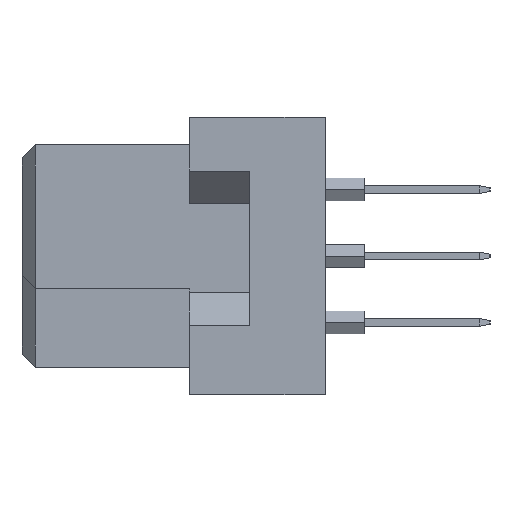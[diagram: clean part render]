
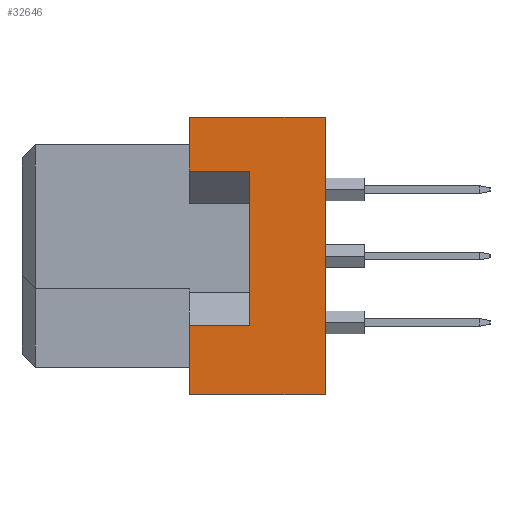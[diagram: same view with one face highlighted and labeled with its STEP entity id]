
A CAD part, left-side view. The second image highlights one B-rep face of the part: STEP entity #32646.
In plain terms, the highlighted planar face has unit normal (-1, 0, 0).
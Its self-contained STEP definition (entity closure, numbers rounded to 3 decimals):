
#186 = VERTEX_POINT ( 'NONE', #9689 ) ;
#840 = ORIENTED_EDGE ( 'NONE', *, *, #35127, .T. ) ;
#1291 = EDGE_CURVE ( 'NONE', #24424, #34086, #25431, .T. ) ;
#2181 = LINE ( 'NONE', #39975, #34117 ) ;
#2738 = ORIENTED_EDGE ( 'NONE', *, *, #22183, .F. ) ;
#3404 = DIRECTION ( 'NONE',  ( 0., 1., 0. ) ) ;
#3405 = EDGE_CURVE ( 'NONE', #27345, #26312, #6256, .T. ) ;
#3919 = CARTESIAN_POINT ( 'NONE',  ( -47.5, -8.7, 3.25 ) ) ;
#4172 = CARTESIAN_POINT ( 'NONE',  ( -47.5, -11.6, 5.3 ) ) ;
#6256 = LINE ( 'NONE', #9158, #28814 ) ;
#6336 = ORIENTED_EDGE ( 'NONE', *, *, #1291, .F. ) ;
#6376 = DIRECTION ( 'NONE',  ( 0., 0., 1. ) ) ;
#6546 = CARTESIAN_POINT ( 'NONE',  ( -47.5, -6.4, -5.3 ) ) ;
#6600 = LINE ( 'NONE', #38376, #13606 ) ;
#6828 = LINE ( 'NONE', #3919, #22095 ) ;
#7538 = VECTOR ( 'NONE', #31059, 1000. ) ;
#8848 = DIRECTION ( 'NONE',  ( 0., 1., 0. ) ) ;
#9158 = CARTESIAN_POINT ( 'NONE',  ( -47.5, -11.6, 5.3 ) ) ;
#9689 = CARTESIAN_POINT ( 'NONE',  ( -47.5, -11.6, -5.3 ) ) ;
#11538 = DIRECTION ( 'NONE',  ( 0., 0., 1. ) ) ;
#11977 = CARTESIAN_POINT ( 'NONE',  ( -47.5, -6.4, 5.3 ) ) ;
#12427 = CARTESIAN_POINT ( 'NONE',  ( -47.5, -6.4, -2.65 ) ) ;
#12583 = ORIENTED_EDGE ( 'NONE', *, *, #3405, .T. ) ;
#12703 = CARTESIAN_POINT ( 'NONE',  ( -47.5, -6.4, -5.3 ) ) ;
#12724 = EDGE_CURVE ( 'NONE', #186, #27345, #6600, .T. ) ;
#13328 = DIRECTION ( 'NONE',  ( -1., 0., 0. ) ) ;
#13606 = VECTOR ( 'NONE', #37763, 1000. ) ;
#14722 = VECTOR ( 'NONE', #3404, 1000. ) ;
#16032 = CARTESIAN_POINT ( 'NONE',  ( -47.5, -11.6, 5.3 ) ) ;
#16434 = FACE_OUTER_BOUND ( 'NONE', #24229, .T. ) ;
#16604 = VERTEX_POINT ( 'NONE', #39798 ) ;
#16679 = EDGE_CURVE ( 'NONE', #186, #24424, #21497, .T. ) ;
#17157 = VECTOR ( 'NONE', #6376, 1000. ) ;
#18166 = CARTESIAN_POINT ( 'NONE',  ( -47.5, -6.4, 3.25 ) ) ;
#18691 = DIRECTION ( 'NONE',  ( 0., 1., 0. ) ) ;
#18784 = CARTESIAN_POINT ( 'NONE',  ( -47.5, -11.6, -5.3 ) ) ;
#21497 = LINE ( 'NONE', #18784, #32933 ) ;
#22095 = VECTOR ( 'NONE', #25923, 1000. ) ;
#22183 = EDGE_CURVE ( 'NONE', #23909, #26312, #27971, .T. ) ;
#23756 = ORIENTED_EDGE ( 'NONE', *, *, #16679, .F. ) ;
#23909 = VERTEX_POINT ( 'NONE', #18166 ) ;
#24229 = EDGE_LOOP ( 'NONE', ( #840, #6336, #23756, #40113, #12583, #2738, #31379, #34100 ) ) ;
#24424 = VERTEX_POINT ( 'NONE', #12703 ) ;
#25431 = LINE ( 'NONE', #6546, #7538 ) ;
#25923 = DIRECTION ( 'NONE',  ( 0., 1., 0. ) ) ;
#26312 = VERTEX_POINT ( 'NONE', #11977 ) ;
#27345 = VERTEX_POINT ( 'NONE', #4172 ) ;
#27971 = LINE ( 'NONE', #38339, #17157 ) ;
#28602 = AXIS2_PLACEMENT_3D ( 'NONE', #16032, #13328, #38673 ) ;
#28814 = VECTOR ( 'NONE', #18691, 1000. ) ;
#29130 = LINE ( 'NONE', #31849, #14722 ) ;
#30243 = CARTESIAN_POINT ( 'NONE',  ( -47.5, -8.7, -2.65 ) ) ;
#30659 = VERTEX_POINT ( 'NONE', #30243 ) ;
#31059 = DIRECTION ( 'NONE',  ( 0., 0., 1. ) ) ;
#31379 = ORIENTED_EDGE ( 'NONE', *, *, #37234, .F. ) ;
#31849 = CARTESIAN_POINT ( 'NONE',  ( -47.5, -8.7, -2.65 ) ) ;
#32646 = ADVANCED_FACE ( 'NONE', ( #16434 ), #35560, .T. ) ;
#32933 = VECTOR ( 'NONE', #8848, 1000. ) ;
#34086 = VERTEX_POINT ( 'NONE', #12427 ) ;
#34100 = ORIENTED_EDGE ( 'NONE', *, *, #37947, .F. ) ;
#34117 = VECTOR ( 'NONE', #11538, 1000. ) ;
#35127 = EDGE_CURVE ( 'NONE', #30659, #34086, #29130, .T. ) ;
#35560 = PLANE ( 'NONE',  #28602 ) ;
#37234 = EDGE_CURVE ( 'NONE', #16604, #23909, #6828, .T. ) ;
#37763 = DIRECTION ( 'NONE',  ( 0., 0., 1. ) ) ;
#37947 = EDGE_CURVE ( 'NONE', #30659, #16604, #2181, .T. ) ;
#38339 = CARTESIAN_POINT ( 'NONE',  ( -47.5, -6.4, -5.3 ) ) ;
#38376 = CARTESIAN_POINT ( 'NONE',  ( -47.5, -11.6, 5.3 ) ) ;
#38673 = DIRECTION ( 'NONE',  ( 0., 0., 1. ) ) ;
#39798 = CARTESIAN_POINT ( 'NONE',  ( -47.5, -8.7, 3.25 ) ) ;
#39975 = CARTESIAN_POINT ( 'NONE',  ( -47.5, -8.7, -2.65 ) ) ;
#40113 = ORIENTED_EDGE ( 'NONE', *, *, #12724, .T. ) ;
